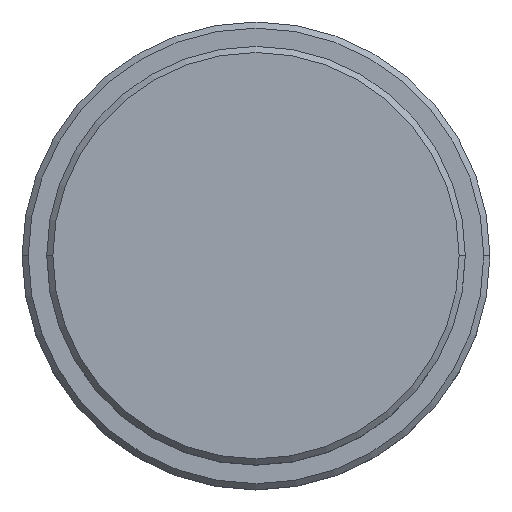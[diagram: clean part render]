
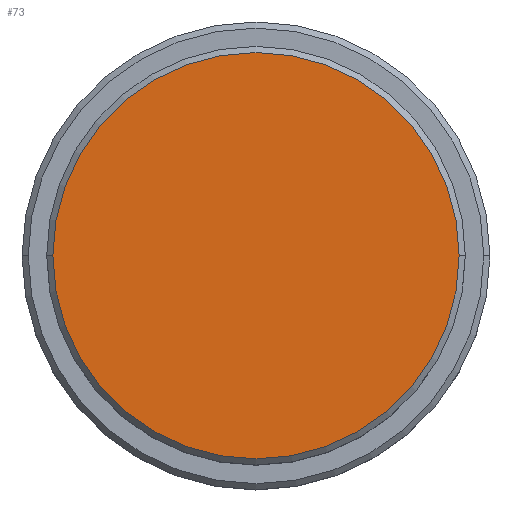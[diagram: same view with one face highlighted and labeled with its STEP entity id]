
A CAD part, top view. The second image highlights one B-rep face of the part: STEP entity #73.
In plain terms, the highlighted planar face has unit normal (0, 0, 1).
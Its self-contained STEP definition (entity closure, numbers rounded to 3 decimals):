
#66 = VERTEX_POINT ( 'NONE', #411 ) ;
#73 = ADVANCED_FACE ( 'NONE', ( #1092 ), #512, .T. ) ;
#81 = DIRECTION ( 'NONE',  ( 1., 0., 0. ) ) ;
#266 = CARTESIAN_POINT ( 'NONE',  ( 0., 0., 0. ) ) ;
#275 = AXIS2_PLACEMENT_3D ( 'NONE', #423, #751, #519 ) ;
#314 = DIRECTION ( 'NONE',  ( 0., 0., 1. ) ) ;
#370 = EDGE_CURVE ( 'NONE', #66, #657, #497, .T. ) ;
#411 = CARTESIAN_POINT ( 'NONE',  ( 16.5, 0., 0. ) ) ;
#423 = CARTESIAN_POINT ( 'NONE',  ( 0., 0., 0. ) ) ;
#444 = DIRECTION ( 'NONE',  ( 1., 0., 0. ) ) ;
#460 = DIRECTION ( 'NONE',  ( 0., 0., 1. ) ) ;
#477 = AXIS2_PLACEMENT_3D ( 'NONE', #266, #460, #444 ) ;
#486 = ORIENTED_EDGE ( 'NONE', *, *, #370, .T. ) ;
#497 = CIRCLE ( 'NONE', #477, 16.5 ) ;
#512 = PLANE ( 'NONE',  #1062 ) ;
#519 = DIRECTION ( 'NONE',  ( 1., 0., 0. ) ) ;
#532 = ORIENTED_EDGE ( 'NONE', *, *, #1315, .T. ) ;
#544 = CARTESIAN_POINT ( 'NONE',  ( -16.5, 0., 0. ) ) ;
#657 = VERTEX_POINT ( 'NONE', #544 ) ;
#701 = EDGE_LOOP ( 'NONE', ( #532, #486 ) ) ;
#751 = DIRECTION ( 'NONE',  ( 0., 0., 1. ) ) ;
#1062 = AXIS2_PLACEMENT_3D ( 'NONE', #1079, #314, #81 ) ;
#1079 = CARTESIAN_POINT ( 'NONE',  ( 0., 0., 0. ) ) ;
#1092 = FACE_OUTER_BOUND ( 'NONE', #701, .T. ) ;
#1315 = EDGE_CURVE ( 'NONE', #657, #66, #1351, .T. ) ;
#1351 = CIRCLE ( 'NONE', #275, 16.5 ) ;
